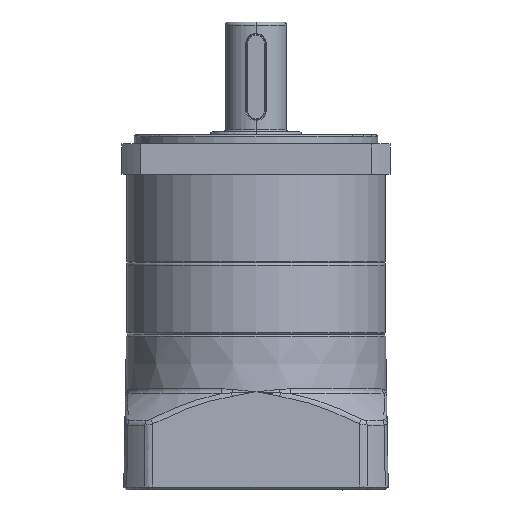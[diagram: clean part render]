
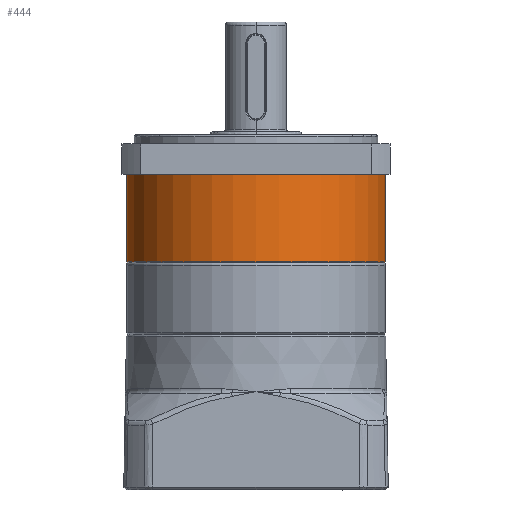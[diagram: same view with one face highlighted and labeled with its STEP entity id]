
A CAD part, front view. The second image highlights one B-rep face of the part: STEP entity #444.
In plain terms, the highlighted cylindrical face has radius 42.5 mm (diameter 85 mm), a partial arc.
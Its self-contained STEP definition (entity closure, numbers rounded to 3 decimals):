
#444 = ADVANCED_FACE ( 'NONE', ( #34743 ), #39216, .T. ) ;
#960 = DIRECTION ( 'NONE',  ( 0., 0., -1. ) ) ;
#1307 = CARTESIAN_POINT ( 'NONE',  ( -42.5, 0., 31.5 ) ) ;
#1458 = VERTEX_POINT ( 'NONE', #38326 ) ;
#2394 = VERTEX_POINT ( 'NONE', #20004 ) ;
#3143 = EDGE_LOOP ( 'NONE', ( #51956, #52413, #21765, #10280, #26506 ) ) ;
#3375 = CIRCLE ( 'NONE', #7594, 42.5 ) ;
#4393 = CARTESIAN_POINT ( 'NONE',  ( 42.5, 0., 2.9 ) ) ;
#4569 = DIRECTION ( 'NONE',  ( 0., 0., 1. ) ) ;
#5106 = EDGE_CURVE ( 'NONE', #1458, #48494, #47162, .T. ) ;
#7594 = AXIS2_PLACEMENT_3D ( 'NONE', #38470, #13782, #42580 ) ;
#7880 = CIRCLE ( 'NONE', #36644, 42.5 ) ;
#8442 = EDGE_CURVE ( 'NONE', #1458, #16440, #7880, .T. ) ;
#10280 = ORIENTED_EDGE ( 'NONE', *, *, #32796, .T. ) ;
#13782 = DIRECTION ( 'NONE',  ( 0., 0., 1. ) ) ;
#16440 = VERTEX_POINT ( 'NONE', #29028 ) ;
#19159 = CIRCLE ( 'NONE', #34802, 42.5 ) ;
#20004 = CARTESIAN_POINT ( 'NONE',  ( -42.5, 0., 2.9 ) ) ;
#21765 = ORIENTED_EDGE ( 'NONE', *, *, #42588, .T. ) ;
#23727 = DIRECTION ( 'NONE',  ( 0., 0., -1. ) ) ;
#23901 = DIRECTION ( 'NONE',  ( -1., 0., 0. ) ) ;
#24013 = CARTESIAN_POINT ( 'NONE',  ( 0., 0., 31.5 ) ) ;
#26382 = AXIS2_PLACEMENT_3D ( 'NONE', #24013, #23727, #23901 ) ;
#26506 = ORIENTED_EDGE ( 'NONE', *, *, #50005, .T. ) ;
#29028 = CARTESIAN_POINT ( 'NONE',  ( -42.5, 0., 31.5 ) ) ;
#29201 = CARTESIAN_POINT ( 'NONE',  ( 0., 0., 2.9 ) ) ;
#30462 = VERTEX_POINT ( 'NONE', #44698 ) ;
#32796 = EDGE_CURVE ( 'NONE', #2394, #30462, #3375, .T. ) ;
#33358 = DIRECTION ( 'NONE',  ( -1., 0., 0. ) ) ;
#34743 = FACE_OUTER_BOUND ( 'NONE', #3143, .T. ) ;
#34802 = AXIS2_PLACEMENT_3D ( 'NONE', #29201, #4569, #33358 ) ;
#35175 = VECTOR ( 'NONE', #960, 1000. ) ;
#36644 = AXIS2_PLACEMENT_3D ( 'NONE', #43559, #43449, #43440 ) ;
#38326 = CARTESIAN_POINT ( 'NONE',  ( 42.5, 0., 31.5 ) ) ;
#38470 = CARTESIAN_POINT ( 'NONE',  ( 0., 0., 2.9 ) ) ;
#39216 = CYLINDRICAL_SURFACE ( 'NONE', #26382, 42.5 ) ;
#42580 = DIRECTION ( 'NONE',  ( -1., 0., 0. ) ) ;
#42588 = EDGE_CURVE ( 'NONE', #16440, #2394, #47225, .T. ) ;
#43440 = DIRECTION ( 'NONE',  ( -1., 0., 0. ) ) ;
#43449 = DIRECTION ( 'NONE',  ( 0., 0., -1. ) ) ;
#43559 = CARTESIAN_POINT ( 'NONE',  ( 0., 0., 31.5 ) ) ;
#44698 = CARTESIAN_POINT ( 'NONE',  ( 0., -42.5, 2.9 ) ) ;
#45898 = VECTOR ( 'NONE', #51913, 1000. ) ;
#47162 = LINE ( 'NONE', #52394, #45898 ) ;
#47225 = LINE ( 'NONE', #1307, #35175 ) ;
#48494 = VERTEX_POINT ( 'NONE', #4393 ) ;
#50005 = EDGE_CURVE ( 'NONE', #30462, #48494, #19159, .T. ) ;
#51913 = DIRECTION ( 'NONE',  ( 0., 0., -1. ) ) ;
#51956 = ORIENTED_EDGE ( 'NONE', *, *, #5106, .F. ) ;
#52394 = CARTESIAN_POINT ( 'NONE',  ( 42.5, 0., 31.5 ) ) ;
#52413 = ORIENTED_EDGE ( 'NONE', *, *, #8442, .T. ) ;
